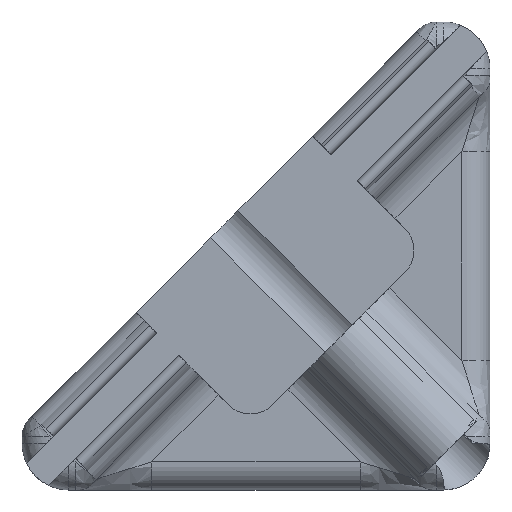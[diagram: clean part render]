
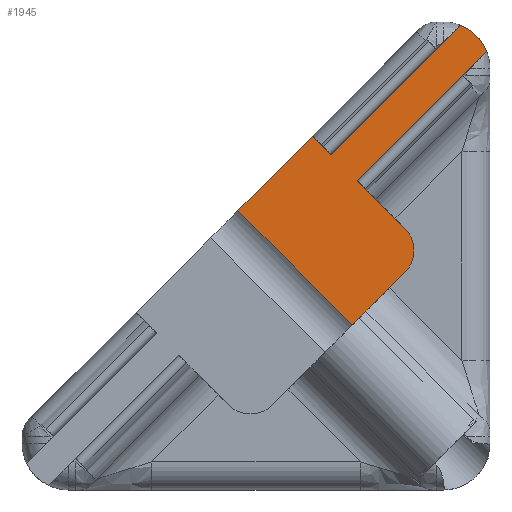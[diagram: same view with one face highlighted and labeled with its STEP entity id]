
A CAD part, top view. The second image highlights one B-rep face of the part: STEP entity #1945.
In plain terms, the highlighted planar face has unit normal (0, 0, 1).
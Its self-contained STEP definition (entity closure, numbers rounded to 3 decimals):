
#204=FACE_OUTER_BOUND('',#315,.T.);
#315=EDGE_LOOP('',(#1518,#1519,#1520,#1521,#1522,#1523,#1524,#1525,#1526));
#405=LINE('',#2939,#531);
#419=LINE('',#3185,#545);
#425=LINE('',#3229,#551);
#445=LINE('',#3325,#571);
#450=LINE('',#3351,#576);
#456=LINE('',#3395,#582);
#465=LINE('',#3429,#591);
#531=VECTOR('',#2344,10.);
#545=VECTOR('',#2416,10.);
#551=VECTOR('',#2450,10.);
#571=VECTOR('',#2514,10.);
#576=VECTOR('',#2529,10.);
#582=VECTOR('',#2553,10.);
#591=VECTOR('',#2572,10.);
#679=CIRCLE('',#2098,2.);
#703=CIRCLE('',#2145,3.);
#781=VERTEX_POINT('',#2936);
#782=VERTEX_POINT('',#2938);
#823=VERTEX_POINT('',#3184);
#827=VERTEX_POINT('',#3211);
#834=VERTEX_POINT('',#3227);
#863=VERTEX_POINT('',#3323);
#864=VERTEX_POINT('',#3324);
#872=VERTEX_POINT('',#3349);
#889=VERTEX_POINT('',#3427);
#988=EDGE_CURVE('',#782,#781,#405,.T.);
#1042=EDGE_CURVE('',#823,#782,#419,.T.);
#1050=EDGE_CURVE('',#781,#827,#679,.T.);
#1059=EDGE_CURVE('',#827,#834,#425,.T.);
#1095=EDGE_CURVE('',#863,#864,#445,.T.);
#1105=EDGE_CURVE('',#872,#834,#450,.T.);
#1119=EDGE_CURVE('',#823,#864,#456,.T.);
#1131=EDGE_CURVE('',#872,#889,#703,.T.);
#1132=EDGE_CURVE('',#863,#889,#465,.T.);
#1518=ORIENTED_EDGE('',*,*,#1050,.T.);
#1519=ORIENTED_EDGE('',*,*,#1059,.T.);
#1520=ORIENTED_EDGE('',*,*,#1105,.F.);
#1521=ORIENTED_EDGE('',*,*,#1131,.T.);
#1522=ORIENTED_EDGE('',*,*,#1132,.F.);
#1523=ORIENTED_EDGE('',*,*,#1095,.T.);
#1524=ORIENTED_EDGE('',*,*,#1119,.F.);
#1525=ORIENTED_EDGE('',*,*,#1042,.T.);
#1526=ORIENTED_EDGE('',*,*,#988,.T.);
#1885=PLANE('',#2144);
#1945=ADVANCED_FACE('',(#204),#1885,.T.);
#2098=AXIS2_PLACEMENT_3D('',#3212,#2433,#2434);
#2144=AXIS2_PLACEMENT_3D('',#3426,#2568,#2569);
#2145=AXIS2_PLACEMENT_3D('',#3428,#2570,#2571);
#2344=DIRECTION('',(0.707,0.707,0.));
#2416=DIRECTION('',(0.707,-0.707,0.));
#2433=DIRECTION('center_axis',(0.,0.,1.));
#2434=DIRECTION('ref_axis',(1.,0.,0.));
#2450=DIRECTION('',(-0.707,0.707,0.));
#2514=DIRECTION('',(-0.707,0.707,0.));
#2529=DIRECTION('',(-0.707,-0.707,0.));
#2553=DIRECTION('',(0.707,0.707,0.));
#2568=DIRECTION('center_axis',(0.,0.,1.));
#2569=DIRECTION('ref_axis',(1.,0.,0.));
#2570=DIRECTION('center_axis',(0.,0.,1.));
#2571=DIRECTION('ref_axis',(0.707,0.707,0.));
#2572=DIRECTION('',(0.707,0.707,0.));
#2936=CARTESIAN_POINT('',(20.393,-16.061,0.7));
#2938=CARTESIAN_POINT('',(17.019,-19.435,0.7));
#2939=CARTESIAN_POINT('',(21.1,-15.354,0.7));
#3184=CARTESIAN_POINT('',(9.688,-12.103,0.7));
#3185=CARTESIAN_POINT('',(15.959,-18.374,0.7));
#3211=CARTESIAN_POINT('',(20.393,-13.232,0.7));
#3212=CARTESIAN_POINT('Origin',(18.979,-14.646,0.7));
#3227=CARTESIAN_POINT('',(17.353,-10.192,0.7));
#3229=CARTESIAN_POINT('',(15.585,-8.424,0.7));
#3323=CARTESIAN_POINT('',(15.656,-8.495,0.7));
#3324=CARTESIAN_POINT('',(14.476,-7.315,0.7));
#3325=CARTESIAN_POINT('',(15.585,-8.424,0.7));
#3349=CARTESIAN_POINT('',(25.64,-1.904,0.7));
#3351=CARTESIAN_POINT('',(18.984,-8.561,0.7));
#3395=CARTESIAN_POINT('',(11.294,-10.497,0.7));
#3426=CARTESIAN_POINT('Origin',(10.847,-15.,0.7));
#3427=CARTESIAN_POINT('',(23.943,-0.207,0.7));
#3428=CARTESIAN_POINT('Origin',(22.847,-3.,0.7));
#3429=CARTESIAN_POINT('',(11.413,-12.737,0.7));
